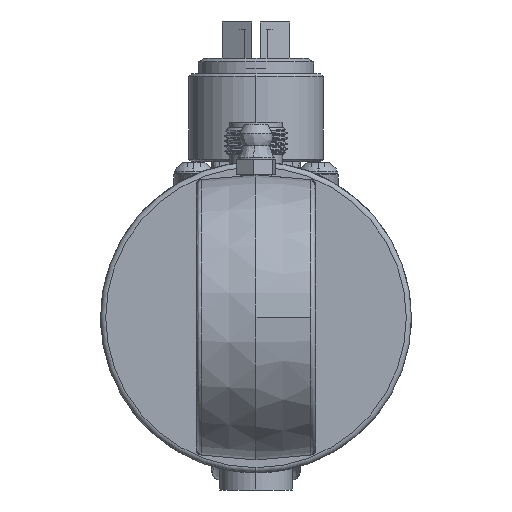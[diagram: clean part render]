
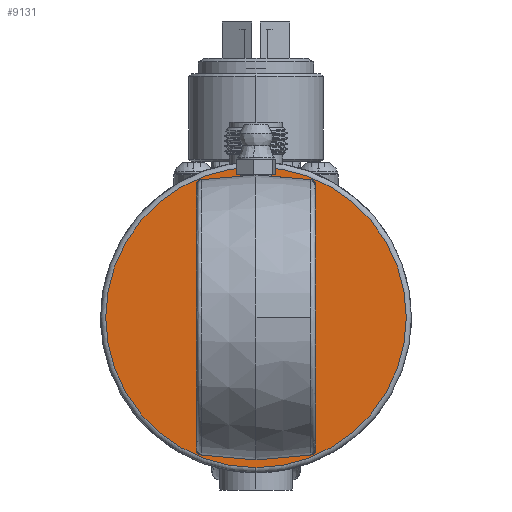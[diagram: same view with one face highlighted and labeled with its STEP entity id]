
A CAD part, left-side view. The second image highlights one B-rep face of the part: STEP entity #9131.
In plain terms, the highlighted planar face has unit normal (-1, 0, 0).
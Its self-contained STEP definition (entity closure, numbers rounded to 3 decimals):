
#5551 = EDGE_CURVE ( 'NONE', #14243, #44337, #24251, .T. ) ;
#9131 = ADVANCED_FACE ( 'NONE', ( #24943 ), #40645, .F. ) ;
#9322 = DIRECTION ( 'NONE',  ( -1., 0., 0. ) ) ;
#9829 = ORIENTED_EDGE ( 'NONE', *, *, #11070, .T. ) ;
#11070 = EDGE_CURVE ( 'NONE', #44337, #14243, #48184, .T. ) ;
#14243 = VERTEX_POINT ( 'NONE', #30791 ) ;
#19540 = ORIENTED_EDGE ( 'NONE', *, *, #5551, .T. ) ;
#21061 = CARTESIAN_POINT ( 'NONE',  ( -44., 0., 0. ) ) ;
#21693 = DIRECTION ( 'NONE',  ( 0., 0., -1. ) ) ;
#24251 = CIRCLE ( 'NONE', #28219, 29. ) ;
#24559 = DIRECTION ( 'NONE',  ( 0., 0., 1. ) ) ;
#24943 = FACE_OUTER_BOUND ( 'NONE', #46043, .T. ) ;
#26674 = AXIS2_PLACEMENT_3D ( 'NONE', #21061, #9322, #24559 ) ;
#28219 = AXIS2_PLACEMENT_3D ( 'NONE', #36133, #47326, #39597 ) ;
#30791 = CARTESIAN_POINT ( 'NONE',  ( -44., 0., 29. ) ) ;
#32495 = CARTESIAN_POINT ( 'NONE',  ( -44., 0., -29. ) ) ;
#36133 = CARTESIAN_POINT ( 'NONE',  ( -44., 0., 0. ) ) ;
#39597 = DIRECTION ( 'NONE',  ( 0., 0., 1. ) ) ;
#40159 = DIRECTION ( 'NONE',  ( 1., 0., 0. ) ) ;
#40645 = PLANE ( 'NONE',  #47225 ) ;
#40898 = CARTESIAN_POINT ( 'NONE',  ( -44., 0., 0. ) ) ;
#44337 = VERTEX_POINT ( 'NONE', #32495 ) ;
#46043 = EDGE_LOOP ( 'NONE', ( #19540, #9829 ) ) ;
#47225 = AXIS2_PLACEMENT_3D ( 'NONE', #40898, #40159, #21693 ) ;
#47326 = DIRECTION ( 'NONE',  ( -1., 0., 0. ) ) ;
#48184 = CIRCLE ( 'NONE', #26674, 29. ) ;
